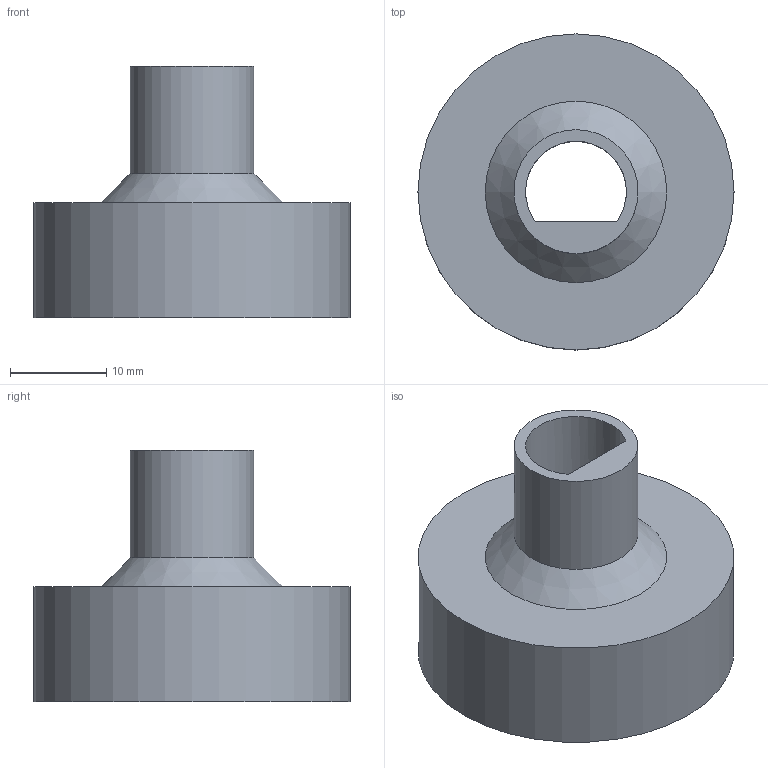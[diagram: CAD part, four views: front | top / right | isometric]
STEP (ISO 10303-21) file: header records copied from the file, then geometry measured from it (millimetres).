
FILE_DESCRIPTION(('FreeCAD Model'),'2;1');
FILE_NAME('Open CASCADE Shape Model','2024-01-04T12:26:35',(''),(''), 'Open CASCADE STEP processor 7.6','FreeCAD','Unknown');
FILE_SCHEMA(('AUTOMOTIVE_DESIGN { 1 0 10303 214 1 1 1 1 }'));
Length unit declared in the file: millimetre
Products named in the file (1): Body
Bounding box: 32.9 x 32.9 x 26.2 mm (x, y, z)
Volume: 3235.1 mm3; surface area: 4916.9 mm2
Topology: 1 solids, 1 shells, 42 faces, 98 edges, 64 vertices
Faces by surface type: plane 34, cylinder 7, cone 1
Full cylindrical faces by diameter (mm): 10.5 x1, 12.9 x1, 30.5 x1, 32.9 x1
Entity records: 1210 total; most frequent: CARTESIAN_POINT 205, DIRECTION 198, ORIENTED_EDGE 196, EDGE_CURVE 98, LINE 84, VECTOR 84, VERTEX_POINT 64, AXIS2_PLACEMENT_3D 57
